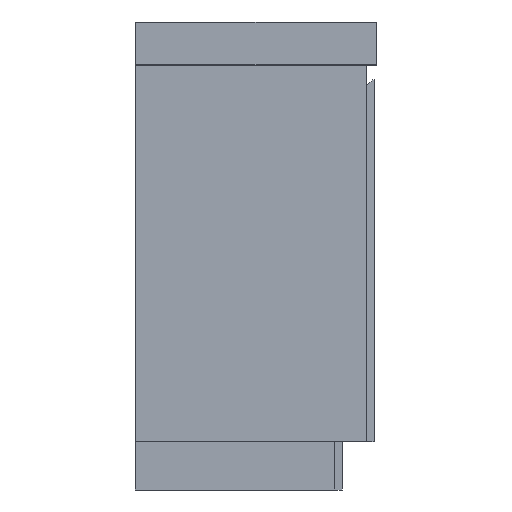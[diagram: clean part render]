
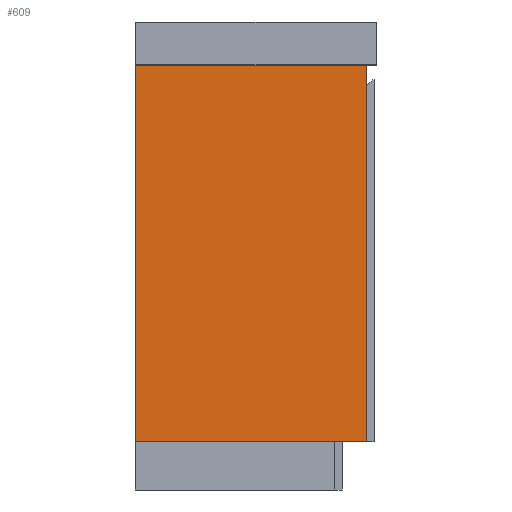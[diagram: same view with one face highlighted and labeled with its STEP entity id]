
A CAD part, left-side view. The second image highlights one B-rep face of the part: STEP entity #609.
In plain terms, the highlighted planar face has unit normal (-1, 0, 0).
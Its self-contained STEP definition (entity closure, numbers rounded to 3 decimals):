
#609=ADVANCED_FACE('',(#760),#2567,.T.);
#760=FACE_OUTER_BOUND('',#911,.T.);
#911=EDGE_LOOP('',(#1398,#1399,#1400,#1401));
#1398=ORIENTED_EDGE('',*,*,#1847,.F.);
#1399=ORIENTED_EDGE('',*,*,#1829,.T.);
#1400=ORIENTED_EDGE('',*,*,#1845,.T.);
#1401=ORIENTED_EDGE('',*,*,#1846,.F.);
#1829=EDGE_CURVE('',#2395,#2397,#2157,.T.);
#1845=EDGE_CURVE('',#2397,#2410,#2173,.T.);
#1846=EDGE_CURVE('',#2411,#2410,#2174,.T.);
#1847=EDGE_CURVE('',#2395,#2411,#2175,.T.);
#2157=B_SPLINE_CURVE_WITH_KNOTS('',1,(#3757,#3758),.UNSPECIFIED.,.F.,.F.,
(2,2),(-780.,0.),.UNSPECIFIED.);
#2173=B_SPLINE_CURVE_WITH_KNOTS('',1,(#3789,#3790),.UNSPECIFIED.,.F.,.F.,
(2,2),(-479.,0.),.UNSPECIFIED.);
#2174=B_SPLINE_CURVE_WITH_KNOTS('',1,(#3791,#3792),.UNSPECIFIED.,.F.,.F.,
(2,2),(-780.,0.),.UNSPECIFIED.);
#2175=B_SPLINE_CURVE_WITH_KNOTS('',1,(#3793,#3794),.UNSPECIFIED.,.F.,.F.,
(2,2),(-479.,0.),.UNSPECIFIED.);
#2395=VERTEX_POINT('',#3732);
#2397=VERTEX_POINT('',#3734);
#2410=VERTEX_POINT('',#3747);
#2411=VERTEX_POINT('',#3748);
#2567=PLANE('',#2845);
#2845=AXIS2_PLACEMENT_3D('',#3724,#3010,$);
#3010=DIRECTION('',(-1.,0.,0.));
#3724=CARTESIAN_POINT('',(-894.,-468.,526.9));
#3732=CARTESIAN_POINT('',(-894.,-390.,479.));
#3734=CARTESIAN_POINT('',(-894.,390.,479.));
#3747=CARTESIAN_POINT('',(-894.,390.,0.));
#3748=CARTESIAN_POINT('',(-894.,-390.,0.));
#3757=CARTESIAN_POINT('',(-894.,-390.,479.));
#3758=CARTESIAN_POINT('',(-894.,390.,479.));
#3789=CARTESIAN_POINT('',(-894.,390.,479.));
#3790=CARTESIAN_POINT('',(-894.,390.,0.));
#3791=CARTESIAN_POINT('',(-894.,-390.,0.));
#3792=CARTESIAN_POINT('',(-894.,390.,0.));
#3793=CARTESIAN_POINT('',(-894.,-390.,479.));
#3794=CARTESIAN_POINT('',(-894.,-390.,0.));
